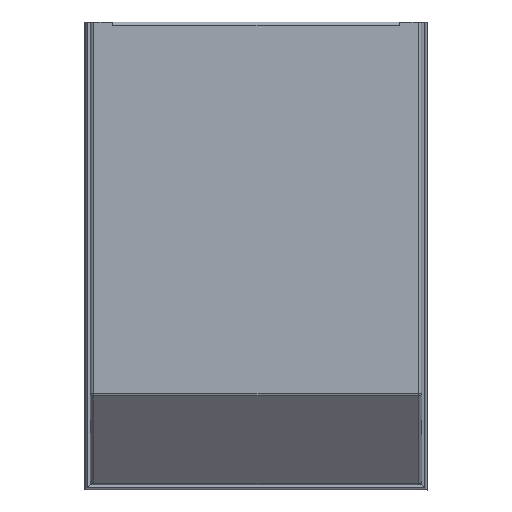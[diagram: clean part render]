
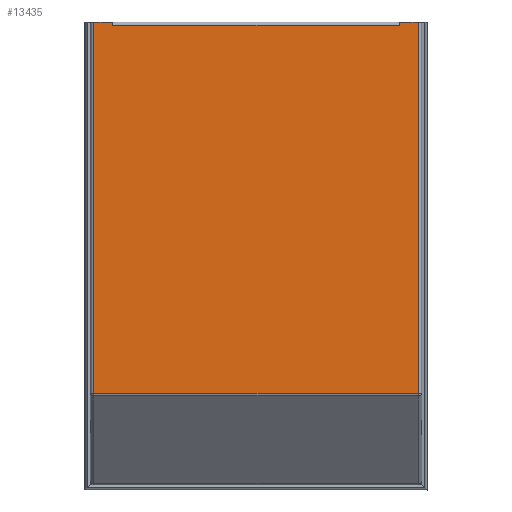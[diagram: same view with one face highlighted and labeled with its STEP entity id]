
A CAD part, front view. The second image highlights one B-rep face of the part: STEP entity #13435.
In plain terms, the highlighted planar face has unit normal (0, -1, 0).
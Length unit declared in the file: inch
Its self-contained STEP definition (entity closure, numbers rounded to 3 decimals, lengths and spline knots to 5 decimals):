
#58 = DIRECTION ( 'NONE',  ( 0., 1., 0. ) ) ;
#452 = ORIENTED_EDGE ( 'NONE', *, *, #18081, .T. ) ;
#525 = LINE ( 'NONE', #1873, #20917 ) ;
#873 = VECTOR ( 'NONE', #19992, 39.37008 ) ;
#1178 = FACE_OUTER_BOUND ( 'NONE', #13791, .T. ) ;
#1192 = CARTESIAN_POINT ( 'NONE',  ( 3.45669, -2.16535, -7.76278 ) ) ;
#1210 = CARTESIAN_POINT ( 'NONE',  ( -3.38583, -2.16535, 0. ) ) ;
#1452 = CARTESIAN_POINT ( 'NONE',  ( 2.99213, -2.16535, 0. ) ) ;
#1516 = CARTESIAN_POINT ( 'NONE',  ( -2.99213, -2.16535, -0.07874 ) ) ;
#1579 = VERTEX_POINT ( 'NONE', #13301 ) ;
#1865 = CARTESIAN_POINT ( 'NONE',  ( 3., -2.16535, -0.07874 ) ) ;
#1873 = CARTESIAN_POINT ( 'NONE',  ( 3., -2.16535, 0. ) ) ;
#1905 = EDGE_CURVE ( 'NONE', #18733, #14632, #6362, .T. ) ;
#2192 = DIRECTION ( 'NONE',  ( 0., 0., -1. ) ) ;
#2212 = VERTEX_POINT ( 'NONE', #4791 ) ;
#2909 = ORIENTED_EDGE ( 'NONE', *, *, #3527, .T. ) ;
#3458 = CARTESIAN_POINT ( 'NONE',  ( 2.99213, -2.16535, -0.07087 ) ) ;
#3527 = EDGE_CURVE ( 'NONE', #1579, #2212, #17169, .T. ) ;
#3765 = VERTEX_POINT ( 'NONE', #1516 ) ;
#3810 = VECTOR ( 'NONE', #2192, 39.37008 ) ;
#4039 = VECTOR ( 'NONE', #16118, 39.37008 ) ;
#4638 = CARTESIAN_POINT ( 'NONE',  ( -3., -2.16535, -0.07874 ) ) ;
#4688 = VERTEX_POINT ( 'NONE', #1865 ) ;
#4791 = CARTESIAN_POINT ( 'NONE',  ( 3., -2.16535, 0. ) ) ;
#4877 = LINE ( 'NONE', #11997, #19560 ) ;
#4925 = DIRECTION ( 'NONE',  ( -1., 0., 0. ) ) ;
#5100 = DIRECTION ( 'NONE',  ( 0., 0., 1. ) ) ;
#5235 = LINE ( 'NONE', #11618, #19554 ) ;
#5366 = LINE ( 'NONE', #15871, #3810 ) ;
#5496 = CARTESIAN_POINT ( 'NONE',  ( 2.99213, -2.16535, -0.07874 ) ) ;
#5879 = CARTESIAN_POINT ( 'NONE',  ( -3.38583, -2.16535, 0. ) ) ;
#6086 = ORIENTED_EDGE ( 'NONE', *, *, #12223, .T. ) ;
#6230 = EDGE_CURVE ( 'NONE', #2212, #4688, #525, .T. ) ;
#6362 = LINE ( 'NONE', #1192, #15821 ) ;
#6571 = ORIENTED_EDGE ( 'NONE', *, *, #15029, .T. ) ;
#6676 = DIRECTION ( 'NONE',  ( -1., 0., 0. ) ) ;
#6719 = CARTESIAN_POINT ( 'NONE',  ( 3.45669, -2.16535, -0.07087 ) ) ;
#7184 = VECTOR ( 'NONE', #14976, 39.37008 ) ;
#7189 = DIRECTION ( 'NONE',  ( -1., 0., 0. ) ) ;
#7709 = VECTOR ( 'NONE', #7189, 39.37008 ) ;
#8541 = DIRECTION ( 'NONE',  ( 0., 0., -1. ) ) ;
#8637 = CARTESIAN_POINT ( 'NONE',  ( 3.45669, -2.16535, 0. ) ) ;
#8820 = VERTEX_POINT ( 'NONE', #12191 ) ;
#8869 = CARTESIAN_POINT ( 'NONE',  ( 3.45669, -2.16535, 0. ) ) ;
#8884 = VERTEX_POINT ( 'NONE', #5496 ) ;
#8966 = VECTOR ( 'NONE', #21320, 39.37008 ) ;
#9754 = LINE ( 'NONE', #1452, #4039 ) ;
#10112 = ORIENTED_EDGE ( 'NONE', *, *, #20068, .T. ) ;
#10122 = CARTESIAN_POINT ( 'NONE',  ( 3.45669, -2.16535, 0. ) ) ;
#10735 = EDGE_CURVE ( 'NONE', #11812, #17315, #20034, .T. ) ;
#10799 = ORIENTED_EDGE ( 'NONE', *, *, #21145, .T. ) ;
#10966 = LINE ( 'NONE', #1210, #7184 ) ;
#11168 = VECTOR ( 'NONE', #15926, 39.37008 ) ;
#11279 = ORIENTED_EDGE ( 'NONE', *, *, #15714, .T. ) ;
#11618 = CARTESIAN_POINT ( 'NONE',  ( -2.99213, -2.16535, -0.07874 ) ) ;
#11812 = VERTEX_POINT ( 'NONE', #3458 ) ;
#11997 = CARTESIAN_POINT ( 'NONE',  ( 3.38583, -2.16535, 0. ) ) ;
#12191 = CARTESIAN_POINT ( 'NONE',  ( -3., -2.16535, 0. ) ) ;
#12223 = EDGE_CURVE ( 'NONE', #17315, #3765, #5366, .T. ) ;
#12244 = ORIENTED_EDGE ( 'NONE', *, *, #1905, .T. ) ;
#12349 = LINE ( 'NONE', #18963, #11168 ) ;
#12894 = ORIENTED_EDGE ( 'NONE', *, *, #18388, .T. ) ;
#12904 = PLANE ( 'NONE',  #19724 ) ;
#13138 = ORIENTED_EDGE ( 'NONE', *, *, #10735, .T. ) ;
#13301 = CARTESIAN_POINT ( 'NONE',  ( 3.38583, -2.16535, 0. ) ) ;
#13435 = ADVANCED_FACE ( 'NONE', ( #1178 ), #12904, .F. ) ;
#13791 = EDGE_LOOP ( 'NONE', ( #452, #13138, #6086, #11279, #6571, #10799, #12894, #12244, #10112, #2909, #16251, #18921 ) ) ;
#14632 = VERTEX_POINT ( 'NONE', #15169 ) ;
#14976 = DIRECTION ( 'NONE',  ( 0., 0., -1. ) ) ;
#15029 = EDGE_CURVE ( 'NONE', #16542, #8820, #12349, .T. ) ;
#15169 = CARTESIAN_POINT ( 'NONE',  ( 3.38583, -2.16535, -7.76278 ) ) ;
#15714 = EDGE_CURVE ( 'NONE', #3765, #16542, #5235, .T. ) ;
#15821 = VECTOR ( 'NONE', #19971, 39.37008 ) ;
#15871 = CARTESIAN_POINT ( 'NONE',  ( -2.99213, -2.16535, 0. ) ) ;
#15911 = CARTESIAN_POINT ( 'NONE',  ( -3.38583, -2.16535, -7.76278 ) ) ;
#15926 = DIRECTION ( 'NONE',  ( 0., 0., 1. ) ) ;
#16118 = DIRECTION ( 'NONE',  ( 0., 0., 1. ) ) ;
#16251 = ORIENTED_EDGE ( 'NONE', *, *, #6230, .T. ) ;
#16542 = VERTEX_POINT ( 'NONE', #4638 ) ;
#17169 = LINE ( 'NONE', #8869, #873 ) ;
#17174 = VECTOR ( 'NONE', #4925, 39.37008 ) ;
#17315 = VERTEX_POINT ( 'NONE', #19036 ) ;
#17561 = CARTESIAN_POINT ( 'NONE',  ( 2.99213, -2.16535, -0.07874 ) ) ;
#18081 = EDGE_CURVE ( 'NONE', #8884, #11812, #9754, .T. ) ;
#18239 = LINE ( 'NONE', #8637, #17174 ) ;
#18388 = EDGE_CURVE ( 'NONE', #19949, #18733, #10966, .T. ) ;
#18719 = LINE ( 'NONE', #17561, #7709 ) ;
#18733 = VERTEX_POINT ( 'NONE', #15911 ) ;
#18921 = ORIENTED_EDGE ( 'NONE', *, *, #19899, .T. ) ;
#18963 = CARTESIAN_POINT ( 'NONE',  ( -3., -2.16535, 0. ) ) ;
#19036 = CARTESIAN_POINT ( 'NONE',  ( -2.99213, -2.16535, -0.07087 ) ) ;
#19554 = VECTOR ( 'NONE', #6676, 39.37008 ) ;
#19560 = VECTOR ( 'NONE', #20039, 39.37008 ) ;
#19724 = AXIS2_PLACEMENT_3D ( 'NONE', #10122, #58, #5100 ) ;
#19899 = EDGE_CURVE ( 'NONE', #4688, #8884, #18719, .T. ) ;
#19949 = VERTEX_POINT ( 'NONE', #5879 ) ;
#19971 = DIRECTION ( 'NONE',  ( 1., 0., 0. ) ) ;
#19992 = DIRECTION ( 'NONE',  ( -1., 0., 0. ) ) ;
#20034 = LINE ( 'NONE', #6719, #8966 ) ;
#20039 = DIRECTION ( 'NONE',  ( 0., 0., 1. ) ) ;
#20068 = EDGE_CURVE ( 'NONE', #14632, #1579, #4877, .T. ) ;
#20917 = VECTOR ( 'NONE', #8541, 39.37008 ) ;
#21145 = EDGE_CURVE ( 'NONE', #8820, #19949, #18239, .T. ) ;
#21320 = DIRECTION ( 'NONE',  ( -1., 0., 0. ) ) ;
